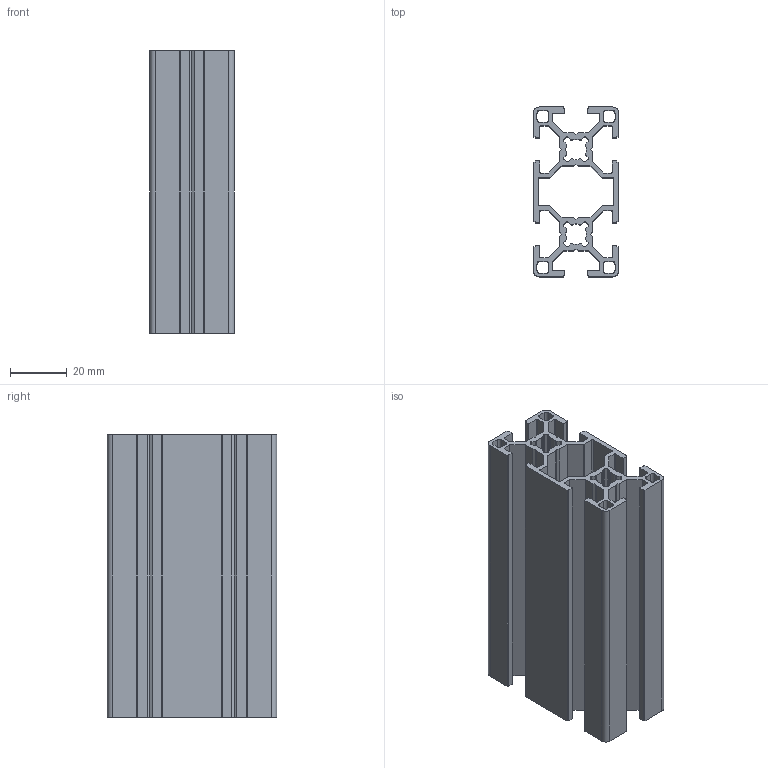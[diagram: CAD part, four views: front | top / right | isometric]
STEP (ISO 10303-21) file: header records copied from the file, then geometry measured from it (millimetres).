
FILE_DESCRIPTION (( 'STEP AP203' ), '1' );
FILE_NAME ('Äåòàëü3.STEP', '2015-06-07T05:47:18', ( 'Advo' ), ( '' ), 'SwSTEP 2.0', 'SolidWorks 2012', '' );
FILE_SCHEMA (( 'CONFIG_CONTROL_DESIGN' ));
Length unit declared in the file: millimetre
Products named in the file (1): 櫻蠉錪3
Bounding box: 30 x 60 x 100 mm (x, y, z)
Volume: 50410.9 mm3; surface area: 58383.3 mm2
Topology: 1 solids, 1 shells, 256 faces, 762 edges, 508 vertices
Faces by surface type: plane 158, cylinder 98
Entity records: 8707 total; most frequent: CARTESIAN_POINT 1527, ORIENTED_EDGE 1524, DIRECTION 1472, EDGE_CURVE 762, VECTOR 566, LINE 566, VERTEX_POINT 508, AXIS2_PLACEMENT_3D 453
